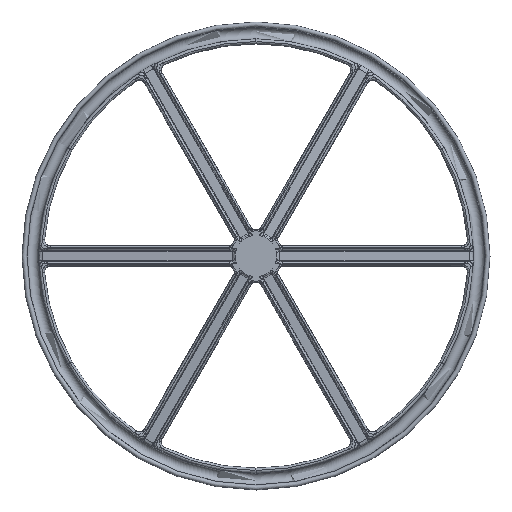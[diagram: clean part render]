
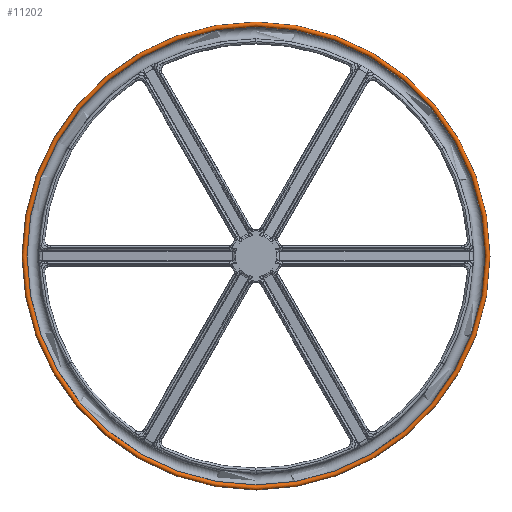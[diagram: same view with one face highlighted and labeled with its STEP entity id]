
A CAD part, front view. The second image highlights one B-rep face of the part: STEP entity #11202.
In plain terms, the highlighted toroidal (fillet/blend) face has major radius 396 mm and minor radius 4 mm.
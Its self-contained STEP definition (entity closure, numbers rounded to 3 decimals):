
#200 = AXIS2_PLACEMENT_3D ( 'NONE', #343, #342, #347 ) ;
#342 = DIRECTION ( 'NONE',  ( 0., -1., 0. ) ) ;
#343 = CARTESIAN_POINT ( 'NONE',  ( 0., 34., 0. ) ) ;
#347 = DIRECTION ( 'NONE',  ( 0., 0., -1. ) ) ;
#9046 = ORIENTED_EDGE ( 'NONE', *, *, #30127, .F. ) ;
#9047 = ORIENTED_EDGE ( 'NONE', *, *, #30129, .T. ) ;
#11202 = ADVANCED_FACE ( 'NONE', ( #26635, #26633 ), #26627, .T. ) ;
#11346 = EDGE_LOOP ( 'NONE', ( #9047 ) ) ;
#11350 = EDGE_LOOP ( 'NONE', ( #9046 ) ) ;
#20643 = AXIS2_PLACEMENT_3D ( 'NONE', #25364, #25365, #25366 ) ;
#20644 = AXIS2_PLACEMENT_3D ( 'NONE', #25368, #25369, #25370 ) ;
#25364 = CARTESIAN_POINT ( 'NONE',  ( 0., 33.791, 0. ) ) ;
#25365 = DIRECTION ( 'NONE',  ( 0., -1., 0. ) ) ;
#25366 = DIRECTION ( 'NONE',  ( 0., 0., -1. ) ) ;
#25368 = CARTESIAN_POINT ( 'NONE',  ( 0., 34.209, 0. ) ) ;
#25369 = DIRECTION ( 'NONE',  ( 0., -1., 0. ) ) ;
#25370 = DIRECTION ( 'NONE',  ( 0., 0., -1. ) ) ;
#26310 = CARTESIAN_POINT ( 'NONE',  ( 0., 33.791, -392.005 ) ) ;
#26311 = CARTESIAN_POINT ( 'NONE',  ( 0., 34.209, -399.995 ) ) ;
#26627 = TOROIDAL_SURFACE ( 'NONE', #200, 396., 4. ) ;
#26633 = FACE_OUTER_BOUND ( 'NONE', #11350, .T. ) ;
#26635 = FACE_OUTER_BOUND ( 'NONE', #11346, .T. ) ;
#27015 = CIRCLE ( 'NONE', #20643, 392.005 ) ;
#27016 = CIRCLE ( 'NONE', #20644, 399.995 ) ;
#27155 = VERTEX_POINT ( 'NONE', #26310 ) ;
#27156 = VERTEX_POINT ( 'NONE', #26311 ) ;
#30127 = EDGE_CURVE ( 'NONE', #27155, #27155, #27015, .T. ) ;
#30129 = EDGE_CURVE ( 'NONE', #27156, #27156, #27016, .T. ) ;
